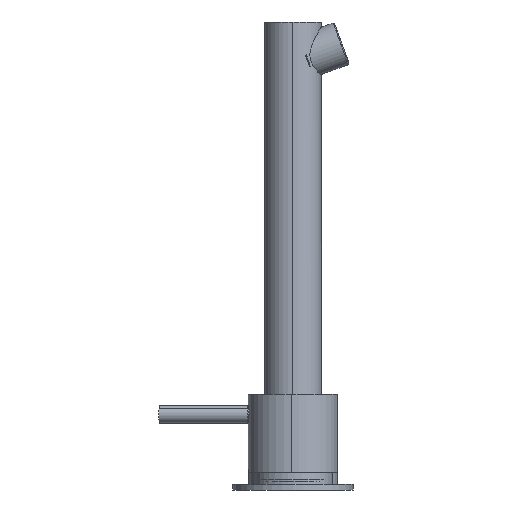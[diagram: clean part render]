
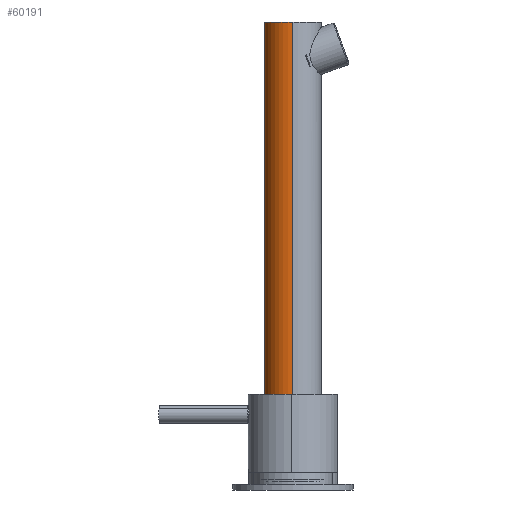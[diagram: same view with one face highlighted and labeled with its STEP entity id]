
A CAD part, left-side view. The second image highlights one B-rep face of the part: STEP entity #60191.
In plain terms, the highlighted cylindrical face has radius 12.7 mm (diameter 25.4 mm), a partial arc.
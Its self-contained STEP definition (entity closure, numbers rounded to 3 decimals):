
#103 = ORIENTED_EDGE ( 'NONE', *, *, #20634, .F. ) ;
#335 = CARTESIAN_POINT ( 'NONE',  ( 0., 0., 210. ) ) ;
#861 = VECTOR ( 'NONE', #16075, 1000. ) ;
#1030 = CARTESIAN_POINT ( 'NONE',  ( -12.7, 0., 8.5 ) ) ;
#3183 = CIRCLE ( 'NONE', #8950, 12.7 ) ;
#3213 = CARTESIAN_POINT ( 'NONE',  ( 12.7, 0., 8.5 ) ) ;
#3684 = AXIS2_PLACEMENT_3D ( 'NONE', #335, #20957, #44369 ) ;
#4865 = VERTEX_POINT ( 'NONE', #38368 ) ;
#6414 = DIRECTION ( 'NONE',  ( 0., 0., -1. ) ) ;
#7430 = VERTEX_POINT ( 'NONE', #49657 ) ;
#8950 = AXIS2_PLACEMENT_3D ( 'NONE', #24090, #12919, #35629 ) ;
#9326 = VECTOR ( 'NONE', #6414, 1000. ) ;
#10091 = EDGE_CURVE ( 'NONE', #4865, #27400, #11360, .T. ) ;
#11360 = LINE ( 'NONE', #55052, #861 ) ;
#12919 = DIRECTION ( 'NONE',  ( 0., 0., -1. ) ) ;
#14502 = EDGE_LOOP ( 'NONE', ( #52570, #34853, #65830, #103 ) ) ;
#16075 = DIRECTION ( 'NONE',  ( 0., 0., -1. ) ) ;
#20634 = EDGE_CURVE ( 'NONE', #7430, #22479, #51171, .T. ) ;
#20957 = DIRECTION ( 'NONE',  ( 0., 0., -1. ) ) ;
#22479 = VERTEX_POINT ( 'NONE', #1030 ) ;
#24090 = CARTESIAN_POINT ( 'NONE',  ( 0., 0., 8.5 ) ) ;
#27400 = VERTEX_POINT ( 'NONE', #3213 ) ;
#27816 = DIRECTION ( 'NONE',  ( -1., 0., 0. ) ) ;
#28965 = AXIS2_PLACEMENT_3D ( 'NONE', #66830, #49483, #27816 ) ;
#32147 = FACE_OUTER_BOUND ( 'NONE', #14502, .T. ) ;
#34853 = ORIENTED_EDGE ( 'NONE', *, *, #10091, .T. ) ;
#35629 = DIRECTION ( 'NONE',  ( -1., 0., 0. ) ) ;
#38368 = CARTESIAN_POINT ( 'NONE',  ( 12.7, 0., 210. ) ) ;
#44369 = DIRECTION ( 'NONE',  ( -1., 0., 0. ) ) ;
#44901 = EDGE_CURVE ( 'NONE', #7430, #4865, #65949, .T. ) ;
#49483 = DIRECTION ( 'NONE',  ( 0., 0., -1. ) ) ;
#49657 = CARTESIAN_POINT ( 'NONE',  ( -12.7, 0., 210. ) ) ;
#51171 = LINE ( 'NONE', #67099, #9326 ) ;
#52570 = ORIENTED_EDGE ( 'NONE', *, *, #44901, .T. ) ;
#54212 = CYLINDRICAL_SURFACE ( 'NONE', #28965, 12.7 ) ;
#55052 = CARTESIAN_POINT ( 'NONE',  ( 12.7, 0., 5.5 ) ) ;
#60191 = ADVANCED_FACE ( 'NONE', ( #32147 ), #54212, .T. ) ;
#65830 = ORIENTED_EDGE ( 'NONE', *, *, #69146, .F. ) ;
#65949 = CIRCLE ( 'NONE', #3684, 12.7 ) ;
#66830 = CARTESIAN_POINT ( 'NONE',  ( 0., 0., 5.5 ) ) ;
#67099 = CARTESIAN_POINT ( 'NONE',  ( -12.7, 0., 5.5 ) ) ;
#69146 = EDGE_CURVE ( 'NONE', #22479, #27400, #3183, .T. ) ;
